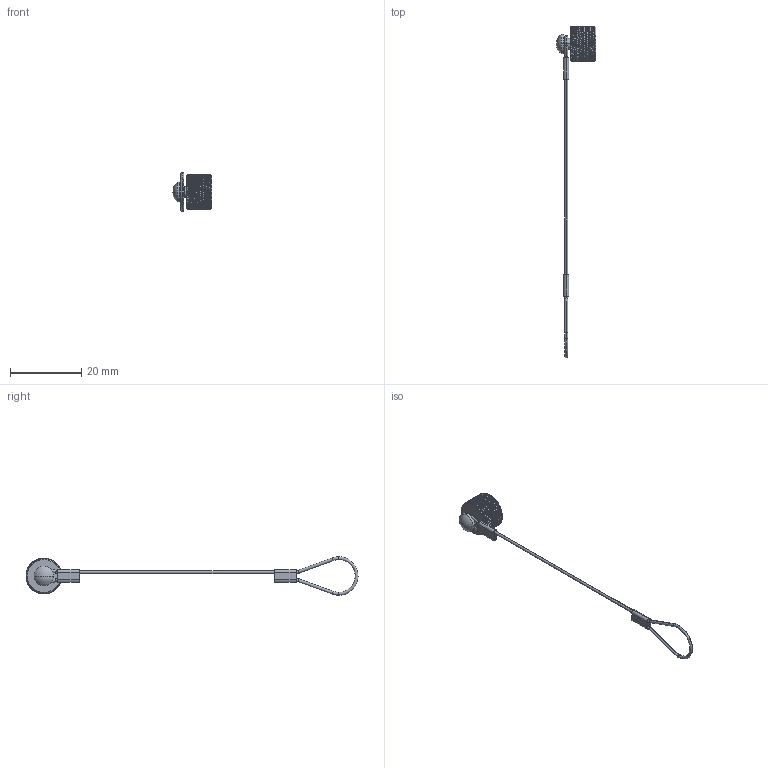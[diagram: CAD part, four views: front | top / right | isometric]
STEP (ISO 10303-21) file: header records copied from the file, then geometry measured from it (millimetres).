
FILE_DESCRIPTION (( 'STEP AP203' ), '1' );
FILE_NAME ('55-00179.STEP', '2022-09-15T21:07:35', ( '' ), ( '' ), 'SwSTEP 2.0', 'SolidWorks 2021', '' );
FILE_SCHEMA (( 'CONFIG_CONTROL_DESIGN' ));
Length unit declared in the file: millimetre
Products named in the file (5): 55-00179-03; 55-00179-04___; 55-00179-01___; 55-00179; 55-00179-02
Assembly tree (5 placements, depth 2):
  55-00179
    55-00179-01___
    55-00179-02  x2
    55-00179-03
    55-00179-04___
Bounding box: 11 x 93.34 x 10.8 mm (x, y, z)
Volume: 484.5 mm3; surface area: 1272.5 mm2
Topology: 5 solids, 5 shells, 1661 faces, 4908 edges, 3259 vertices
Faces by surface type: bspline 1082, cylinder 526, torus 24, plane 19, cone 8, sphere 2
Entity records: 196981 total; most frequent: CARTESIAN_POINT 166394, ORIENTED_EDGE 9756, EDGE_CURVE 4878, B_SPLINE_CURVE_WITH_KNOTS 3494, VERTEX_POINT 3239, EDGE_LOOP 1655, ADVANCED_FACE 1649, FACE_OUTER_BOUND 1649
